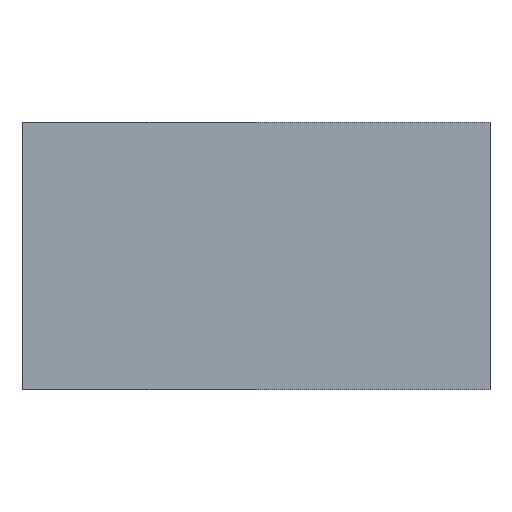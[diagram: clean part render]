
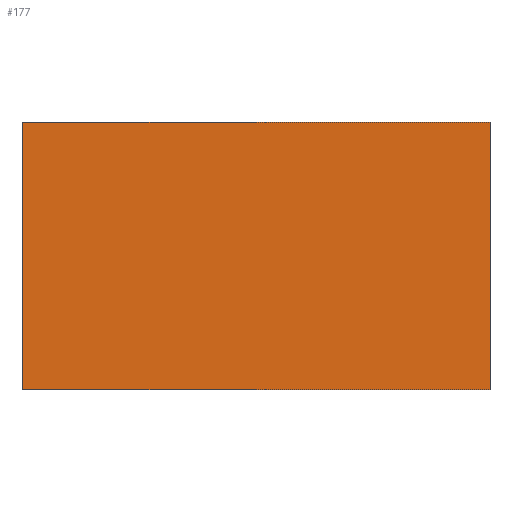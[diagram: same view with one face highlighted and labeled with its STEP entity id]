
A CAD part, front view. The second image highlights one B-rep face of the part: STEP entity #177.
In plain terms, the highlighted planar face has unit normal (0, -1, 0).
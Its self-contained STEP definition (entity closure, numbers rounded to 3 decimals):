
#177=ADVANCED_FACE('NONE',(#352),#353,.T.);
#352=FACE_OUTER_BOUND('',#533,.T.);
#353=PLANE('',#534);
#533=EDGE_LOOP('',(#1217,#1218,#1219,#1220));
#534=AXIS2_PLACEMENT_3D('',#1221,#1222,#1223);
#1217=ORIENTED_EDGE('',*,*,#1475,.F.);
#1218=ORIENTED_EDGE('',*,*,#1485,.F.);
#1219=ORIENTED_EDGE('',*,*,#1482,.F.);
#1220=ORIENTED_EDGE('',*,*,#1479,.F.);
#1221=CARTESIAN_POINT('',(-350.0,0.0,200.0));
#1222=DIRECTION('',(0.0,-1.0,0.0));
#1223=DIRECTION('',(0.0,0.0,-1.0));
#1475=EDGE_CURVE('',#1840,#1841,#1842,.T.);
#1479=EDGE_CURVE('',#1841,#1848,#1849,.T.);
#1482=EDGE_CURVE('',#1848,#1853,#1854,.T.);
#1485=EDGE_CURVE('',#1853,#1840,#1858,.T.);
#1840=VERTEX_POINT('',#2328);
#1841=VERTEX_POINT('',#2329);
#1842=LINE('',#2330,#2331);
#1848=VERTEX_POINT('',#2340);
#1849=LINE('',#2341,#2342);
#1853=VERTEX_POINT('',#2348);
#1854=LINE('',#2349,#2350);
#1858=LINE('',#2356,#2357);
#2328=CARTESIAN_POINT('',(-350.0,0.0,-200.0));
#2329=CARTESIAN_POINT('',(-350.0,0.0,200.0));
#2330=CARTESIAN_POINT('',(-350.0,0.0,-200.0));
#2331=VECTOR('',#2788,1.0);
#2340=CARTESIAN_POINT('',(350.0,0.0,200.0));
#2341=CARTESIAN_POINT('',(-350.0,0.0,200.0));
#2342=VECTOR('',#2792,1.0);
#2348=CARTESIAN_POINT('',(350.0,0.0,-200.0));
#2349=CARTESIAN_POINT('',(350.0,0.0,200.0));
#2350=VECTOR('',#2795,1.0);
#2356=CARTESIAN_POINT('',(350.0,0.0,-200.0));
#2357=VECTOR('',#2798,1.0);
#2788=DIRECTION('',(0.0,0.0,1.0));
#2792=DIRECTION('',(1.0,0.0,0.0));
#2795=DIRECTION('',(0.0,0.0,-1.0));
#2798=DIRECTION('',(-1.0,0.0,0.));
